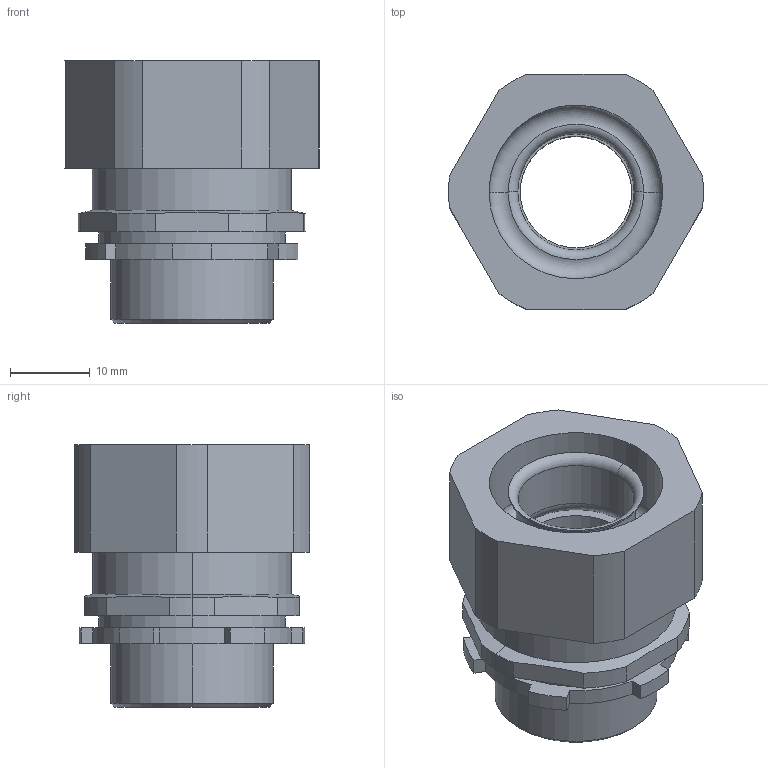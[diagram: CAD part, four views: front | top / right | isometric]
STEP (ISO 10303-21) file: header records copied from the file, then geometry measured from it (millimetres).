
FILE_DESCRIPTION (( 'STEP AP203' ), '1' );
FILE_NAME ('WNC-PG13.5_D15.STP', '2017-09-16T07:35:32', ( '微软用户' ), ( '微软中国' ), 'SwSTEP 2.0', 'SolidWorks 2012', '' );
FILE_SCHEMA (( 'CONFIG_CONTROL_DESIGN' ));
Length unit declared in the file: millimetre
Products named in the file (1): WNC-PG13.5_D15
Bounding box: 31.99 x 29.5 x 33 mm (x, y, z)
Volume: 11436.9 mm3; surface area: 7163.9 mm2
Topology: 1 solids, 2 shells, 91 faces, 228 edges, 145 vertices
Faces by surface type: cylinder 45, plane 32, torus 10, cone 4
Entity records: 2836 total; most frequent: DIRECTION 513, CARTESIAN_POINT 489, ORIENTED_EDGE 456, EDGE_CURVE 228, AXIS2_PLACEMENT_3D 199, VERTEX_POINT 145, VECTOR 115, LINE 115
